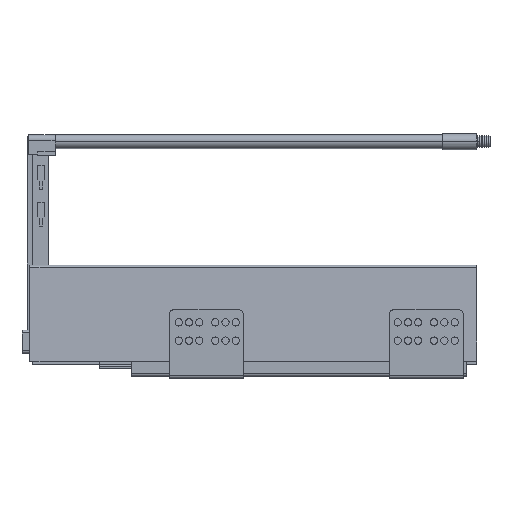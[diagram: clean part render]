
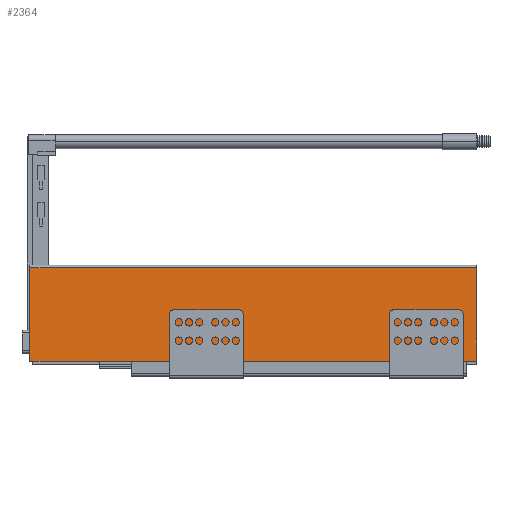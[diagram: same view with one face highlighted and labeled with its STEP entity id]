
A CAD part, top view. The second image highlights one B-rep face of the part: STEP entity #2364.
In plain terms, the highlighted planar face has unit normal (0, 0.052, 0.999).
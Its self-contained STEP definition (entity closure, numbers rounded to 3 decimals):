
#202 = CARTESIAN_POINT ( 'NONE',  ( -392., 0., 66.6 ) ) ;
#528 = EDGE_CURVE ( 'NONE', #3119, #9504, #3836, .T. ) ;
#929 = DIRECTION ( 'NONE',  ( 0., 0.999, -0.052 ) ) ;
#2364 = ADVANCED_FACE ( 'NONE', ( #11315 ), #6282, .T. ) ;
#2599 = DIRECTION ( 'NONE',  ( 0., 0.999, -0.052 ) ) ;
#2912 = CARTESIAN_POINT ( 'NONE',  ( 0., 0., 66.6 ) ) ;
#2970 = CARTESIAN_POINT ( 'NONE',  ( -392., 82.129, 62.296 ) ) ;
#2997 = LINE ( 'NONE', #12665, #4928 ) ;
#3019 = LINE ( 'NONE', #7233, #4689 ) ;
#3119 = VERTEX_POINT ( 'NONE', #2912 ) ;
#3649 = EDGE_CURVE ( 'NONE', #10117, #3119, #3019, .T. ) ;
#3836 = LINE ( 'NONE', #8902, #12412 ) ;
#4368 = EDGE_LOOP ( 'NONE', ( #5077, #12389, #7496, #10277 ) ) ;
#4689 = VECTOR ( 'NONE', #11090, 1000. ) ;
#4928 = VECTOR ( 'NONE', #6938, 1000. ) ;
#5077 = ORIENTED_EDGE ( 'NONE', *, *, #528, .T. ) ;
#6282 = PLANE ( 'NONE',  #9417 ) ;
#6938 = DIRECTION ( 'NONE',  ( 1., 0., 0. ) ) ;
#7233 = CARTESIAN_POINT ( 'NONE',  ( -392., 0., 66.6 ) ) ;
#7496 = ORIENTED_EDGE ( 'NONE', *, *, #11254, .F. ) ;
#7895 = LINE ( 'NONE', #202, #9233 ) ;
#7957 = DIRECTION ( 'NONE',  ( 0., 0.999, -0.052 ) ) ;
#8549 = DIRECTION ( 'NONE',  ( 0., 0.052, 0.999 ) ) ;
#8635 = CARTESIAN_POINT ( 'NONE',  ( -392., 0., 66.6 ) ) ;
#8862 = CARTESIAN_POINT ( 'NONE',  ( 0., 82.129, 62.296 ) ) ;
#8902 = CARTESIAN_POINT ( 'NONE',  ( 0., 0., 66.6 ) ) ;
#9163 = EDGE_CURVE ( 'NONE', #11116, #9504, #2997, .T. ) ;
#9233 = VECTOR ( 'NONE', #7957, 1000. ) ;
#9417 = AXIS2_PLACEMENT_3D ( 'NONE', #11430, #8549, #2599 ) ;
#9504 = VERTEX_POINT ( 'NONE', #8862 ) ;
#10117 = VERTEX_POINT ( 'NONE', #8635 ) ;
#10277 = ORIENTED_EDGE ( 'NONE', *, *, #3649, .T. ) ;
#11090 = DIRECTION ( 'NONE',  ( 1., 0., 0. ) ) ;
#11116 = VERTEX_POINT ( 'NONE', #2970 ) ;
#11254 = EDGE_CURVE ( 'NONE', #10117, #11116, #7895, .T. ) ;
#11315 = FACE_OUTER_BOUND ( 'NONE', #4368, .T. ) ;
#11430 = CARTESIAN_POINT ( 'NONE',  ( -392., 0., 66.6 ) ) ;
#12389 = ORIENTED_EDGE ( 'NONE', *, *, #9163, .F. ) ;
#12412 = VECTOR ( 'NONE', #929, 1000. ) ;
#12665 = CARTESIAN_POINT ( 'NONE',  ( -392., 82.129, 62.296 ) ) ;
